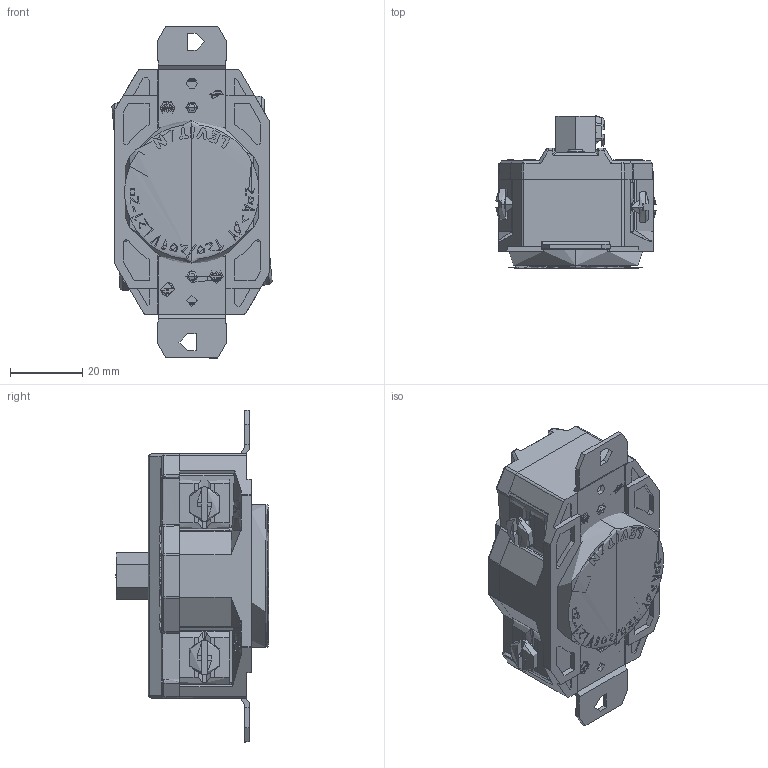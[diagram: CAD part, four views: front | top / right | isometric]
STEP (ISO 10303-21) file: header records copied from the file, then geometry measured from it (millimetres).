
FILE_DESCRIPTION (( 'STEP AP203' ), '1' );
FILE_NAME ('ORC5804-M01.STEP', '2025-01-09T15:15:58', ( '' ), ( '' ), 'SwSTEP 2.0', 'SolidWorks 2024', '' );
FILE_SCHEMA (( 'CONFIG_CONTROL_DESIGN' ));
Products named in the file (1): ORC5804-M01
Bounding box: 44.43 x 42.44 x 92.08 mm (x, y, z)
Topology: 0 solids, 22 shells, 1536 faces, 4291 edges, 2834 vertices
Faces by surface type: plane 962, cylinder 408, bspline 143, cone 21, torus 2
Entity records: 65704 total; most frequent: CARTESIAN_POINT 29782, ORIENTED_EDGE 8152, DIRECTION 5796, EDGE_CURVE 4276, VERTEX_POINT 2834, VECTOR 2486, LINE 2486, EDGE_LOOP 1688
